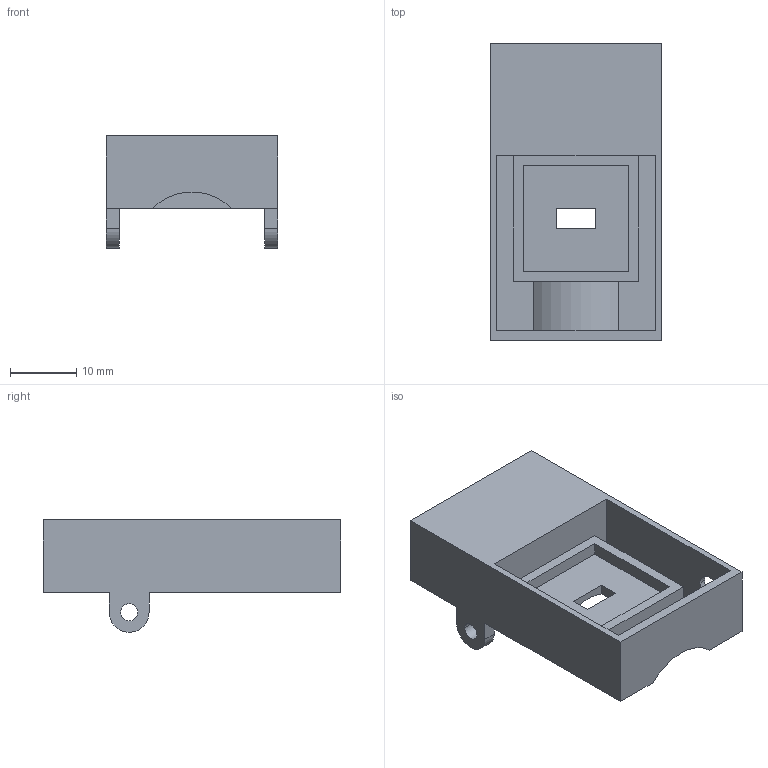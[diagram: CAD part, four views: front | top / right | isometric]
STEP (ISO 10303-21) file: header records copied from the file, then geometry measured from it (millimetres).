
FILE_DESCRIPTION (( 'STEP AP203' ), '1' );
FILE_NAME ('oximeter_bawahv2.STEP', '2021-04-24T23:37:08', ( '' ), ( '' ), 'SwSTEP 2.0', 'SolidWorks 2017', '' );
FILE_SCHEMA (( 'CONFIG_CONTROL_DESIGN' ));
Length unit declared in the file: millimetre
Products named in the file (1): oximeter_bawahv2
Bounding box: 26 x 45 x 17 mm (x, y, z)
Volume: 7293.8 mm3; surface area: 5364 mm2
Topology: 1 solids, 1 shells, 42 faces, 114 edges, 76 vertices
Faces by surface type: plane 32, cylinder 10
Entity records: 1413 total; most frequent: CARTESIAN_POINT 233, ORIENTED_EDGE 228, DIRECTION 222, EDGE_CURVE 114, VECTOR 92, LINE 92, VERTEX_POINT 76, AXIS2_PLACEMENT_3D 65
